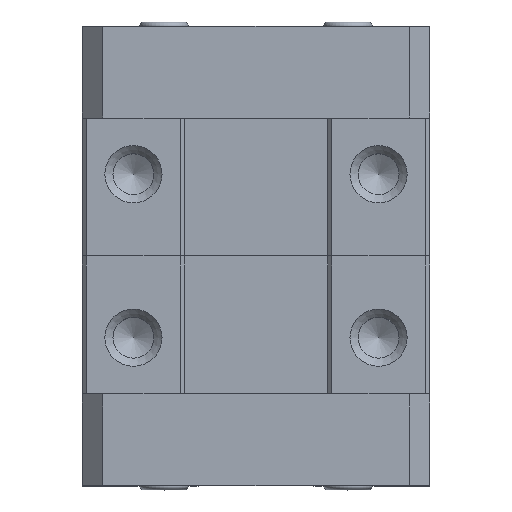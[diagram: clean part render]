
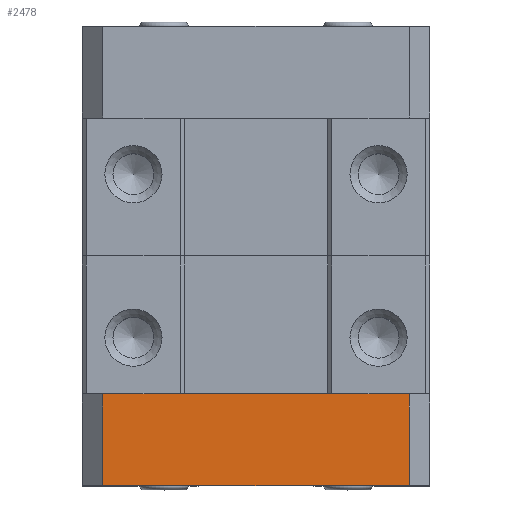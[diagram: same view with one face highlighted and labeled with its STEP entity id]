
A CAD part, top view. The second image highlights one B-rep face of the part: STEP entity #2478.
In plain terms, the highlighted planar face has unit normal (0, 0, 1).
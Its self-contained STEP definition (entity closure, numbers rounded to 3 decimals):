
#325 = PLANE('',#326);
#326 = AXIS2_PLACEMENT_3D('',#327,#328,#329);
#327 = CARTESIAN_POINT('',(-8.5,0.,5.3));
#328 = DIRECTION('',(-0.707,0.,0.707));
#329 = DIRECTION('',(0.707,0.,0.707));
#353 = PLANE('',#354);
#354 = AXIS2_PLACEMENT_3D('',#355,#356,#357);
#355 = CARTESIAN_POINT('',(0.,-11.25,3.308));
#356 = DIRECTION('',(0.,1.,0.));
#357 = DIRECTION('',(0.,0.,1.));
#434 = PLANE('',#435);
#435 = AXIS2_PLACEMENT_3D('',#436,#437,#438);
#436 = CARTESIAN_POINT('',(0.,-6.75,3.469));
#437 = DIRECTION('',(0.,1.,0.));
#438 = DIRECTION('',(0.,0.,1.));
#860 = VERTEX_POINT('',#861);
#861 = CARTESIAN_POINT('',(-7.5,-11.25,6.3));
#882 = EDGE_CURVE('',#860,#883,#885,.T.);
#883 = VERTEX_POINT('',#884);
#884 = CARTESIAN_POINT('',(7.5,-11.25,6.3));
#885 = SURFACE_CURVE('',#886,(#890,#897),.PCURVE_S1.);
#886 = LINE('',#887,#888);
#887 = CARTESIAN_POINT('',(-7.5,-11.25,6.3));
#888 = VECTOR('',#889,1.);
#889 = DIRECTION('',(1.,0.,0.));
#890 = PCURVE('',#353,#891);
#891 = DEFINITIONAL_REPRESENTATION('',(#892),#896);
#892 = LINE('',#893,#894);
#893 = CARTESIAN_POINT('',(2.992,-7.5));
#894 = VECTOR('',#895,1.);
#895 = DIRECTION('',(0.,1.));
#896 = ( GEOMETRIC_REPRESENTATION_CONTEXT(2) 
PARAMETRIC_REPRESENTATION_CONTEXT() REPRESENTATION_CONTEXT('2D SPACE',''
  ) );
#897 = PCURVE('',#898,#903);
#898 = PLANE('',#899);
#899 = AXIS2_PLACEMENT_3D('',#900,#901,#902);
#900 = CARTESIAN_POINT('',(-7.5,0.,6.3));
#901 = DIRECTION('',(0.,0.,1.));
#902 = DIRECTION('',(1.,0.,0.));
#903 = DEFINITIONAL_REPRESENTATION('',(#904),#908);
#904 = LINE('',#905,#906);
#905 = CARTESIAN_POINT('',(0.,-11.25));
#906 = VECTOR('',#907,1.);
#907 = DIRECTION('',(1.,0.));
#908 = ( GEOMETRIC_REPRESENTATION_CONTEXT(2) 
PARAMETRIC_REPRESENTATION_CONTEXT() REPRESENTATION_CONTEXT('2D SPACE',''
  ) );
#926 = PLANE('',#927);
#927 = AXIS2_PLACEMENT_3D('',#928,#929,#930);
#928 = CARTESIAN_POINT('',(7.5,0.,6.3));
#929 = DIRECTION('',(0.707,0.,0.707));
#930 = DIRECTION('',(0.707,0.,-0.707));
#1359 = VERTEX_POINT('',#1360);
#1360 = CARTESIAN_POINT('',(-7.5,-6.75,6.3));
#1383 = EDGE_CURVE('',#1359,#860,#1384,.T.);
#1384 = SURFACE_CURVE('',#1385,(#1389,#1396),.PCURVE_S1.);
#1385 = LINE('',#1386,#1387);
#1386 = CARTESIAN_POINT('',(-7.5,0.,6.3));
#1387 = VECTOR('',#1388,1.);
#1388 = DIRECTION('',(0.,-1.,0.));
#1389 = PCURVE('',#325,#1390);
#1390 = DEFINITIONAL_REPRESENTATION('',(#1391),#1395);
#1391 = LINE('',#1392,#1393);
#1392 = CARTESIAN_POINT('',(1.414,0.));
#1393 = VECTOR('',#1394,1.);
#1394 = DIRECTION('',(0.,-1.));
#1395 = ( GEOMETRIC_REPRESENTATION_CONTEXT(2) 
PARAMETRIC_REPRESENTATION_CONTEXT() REPRESENTATION_CONTEXT('2D SPACE',''
  ) );
#1396 = PCURVE('',#898,#1397);
#1397 = DEFINITIONAL_REPRESENTATION('',(#1398),#1402);
#1398 = LINE('',#1399,#1400);
#1399 = CARTESIAN_POINT('',(0.,0.));
#1400 = VECTOR('',#1401,1.);
#1401 = DIRECTION('',(0.,-1.));
#1402 = ( GEOMETRIC_REPRESENTATION_CONTEXT(2) 
PARAMETRIC_REPRESENTATION_CONTEXT() REPRESENTATION_CONTEXT('2D SPACE',''
  ) );
#1510 = VERTEX_POINT('',#1511);
#1511 = CARTESIAN_POINT('',(-3.5,-6.75,6.3));
#1537 = EDGE_CURVE('',#1510,#1359,#1538,.T.);
#1538 = SURFACE_CURVE('',#1539,(#1543,#1550),.PCURVE_S1.);
#1539 = LINE('',#1540,#1541);
#1540 = CARTESIAN_POINT('',(-3.75,-6.75,6.3));
#1541 = VECTOR('',#1542,1.);
#1542 = DIRECTION('',(-1.,-0.,-0.));
#1543 = PCURVE('',#434,#1544);
#1544 = DEFINITIONAL_REPRESENTATION('',(#1545),#1549);
#1545 = LINE('',#1546,#1547);
#1546 = CARTESIAN_POINT('',(2.831,-3.75));
#1547 = VECTOR('',#1548,1.);
#1548 = DIRECTION('',(0.,-1.));
#1549 = ( GEOMETRIC_REPRESENTATION_CONTEXT(2) 
PARAMETRIC_REPRESENTATION_CONTEXT() REPRESENTATION_CONTEXT('2D SPACE',''
  ) );
#1550 = PCURVE('',#898,#1551);
#1551 = DEFINITIONAL_REPRESENTATION('',(#1552),#1556);
#1552 = LINE('',#1553,#1554);
#1553 = CARTESIAN_POINT('',(3.75,-6.75));
#1554 = VECTOR('',#1555,1.);
#1555 = DIRECTION('',(-1.,0.));
#1556 = ( GEOMETRIC_REPRESENTATION_CONTEXT(2) 
PARAMETRIC_REPRESENTATION_CONTEXT() REPRESENTATION_CONTEXT('2D SPACE',''
  ) );
#2478 = ADVANCED_FACE('',(#2479),#898,.T.);
#2479 = FACE_BOUND('',#2480,.T.);
#2480 = EDGE_LOOP('',(#2481,#2482,#2483,#2484,#2507,#2535));
#2481 = ORIENTED_EDGE('',*,*,#1537,.T.);
#2482 = ORIENTED_EDGE('',*,*,#1383,.T.);
#2483 = ORIENTED_EDGE('',*,*,#882,.T.);
#2484 = ORIENTED_EDGE('',*,*,#2485,.F.);
#2485 = EDGE_CURVE('',#2486,#883,#2488,.T.);
#2486 = VERTEX_POINT('',#2487);
#2487 = CARTESIAN_POINT('',(7.5,-6.75,6.3));
#2488 = SURFACE_CURVE('',#2489,(#2493,#2500),.PCURVE_S1.);
#2489 = LINE('',#2490,#2491);
#2490 = CARTESIAN_POINT('',(7.5,0.,6.3));
#2491 = VECTOR('',#2492,1.);
#2492 = DIRECTION('',(0.,-1.,0.));
#2493 = PCURVE('',#898,#2494);
#2494 = DEFINITIONAL_REPRESENTATION('',(#2495),#2499);
#2495 = LINE('',#2496,#2497);
#2496 = CARTESIAN_POINT('',(15.,0.));
#2497 = VECTOR('',#2498,1.);
#2498 = DIRECTION('',(0.,-1.));
#2499 = ( GEOMETRIC_REPRESENTATION_CONTEXT(2) 
PARAMETRIC_REPRESENTATION_CONTEXT() REPRESENTATION_CONTEXT('2D SPACE',''
  ) );
#2500 = PCURVE('',#926,#2501);
#2501 = DEFINITIONAL_REPRESENTATION('',(#2502),#2506);
#2502 = LINE('',#2503,#2504);
#2503 = CARTESIAN_POINT('',(0.,0.));
#2504 = VECTOR('',#2505,1.);
#2505 = DIRECTION('',(0.,-1.));
#2506 = ( GEOMETRIC_REPRESENTATION_CONTEXT(2) 
PARAMETRIC_REPRESENTATION_CONTEXT() REPRESENTATION_CONTEXT('2D SPACE',''
  ) );
#2507 = ORIENTED_EDGE('',*,*,#2508,.T.);
#2508 = EDGE_CURVE('',#2486,#2509,#2511,.T.);
#2509 = VERTEX_POINT('',#2510);
#2510 = CARTESIAN_POINT('',(3.5,-6.75,6.3));
#2511 = SURFACE_CURVE('',#2512,(#2516,#2523),.PCURVE_S1.);
#2512 = LINE('',#2513,#2514);
#2513 = CARTESIAN_POINT('',(-3.75,-6.75,6.3));
#2514 = VECTOR('',#2515,1.);
#2515 = DIRECTION('',(-1.,-0.,-0.));
#2516 = PCURVE('',#898,#2517);
#2517 = DEFINITIONAL_REPRESENTATION('',(#2518),#2522);
#2518 = LINE('',#2519,#2520);
#2519 = CARTESIAN_POINT('',(3.75,-6.75));
#2520 = VECTOR('',#2521,1.);
#2521 = DIRECTION('',(-1.,0.));
#2522 = ( GEOMETRIC_REPRESENTATION_CONTEXT(2) 
PARAMETRIC_REPRESENTATION_CONTEXT() REPRESENTATION_CONTEXT('2D SPACE',''
  ) );
#2523 = PCURVE('',#2524,#2529);
#2524 = PLANE('',#2525);
#2525 = AXIS2_PLACEMENT_3D('',#2526,#2527,#2528);
#2526 = CARTESIAN_POINT('',(0.,-6.75,3.469));
#2527 = DIRECTION('',(0.,1.,0.));
#2528 = DIRECTION('',(0.,0.,1.));
#2529 = DEFINITIONAL_REPRESENTATION('',(#2530),#2534);
#2530 = LINE('',#2531,#2532);
#2531 = CARTESIAN_POINT('',(2.831,-3.75));
#2532 = VECTOR('',#2533,1.);
#2533 = DIRECTION('',(0.,-1.));
#2534 = ( GEOMETRIC_REPRESENTATION_CONTEXT(2) 
PARAMETRIC_REPRESENTATION_CONTEXT() REPRESENTATION_CONTEXT('2D SPACE',''
  ) );
#2535 = ORIENTED_EDGE('',*,*,#2536,.F.);
#2536 = EDGE_CURVE('',#1510,#2509,#2537,.T.);
#2537 = SURFACE_CURVE('',#2538,(#2542,#2549),.PCURVE_S1.);
#2538 = LINE('',#2539,#2540);
#2539 = CARTESIAN_POINT('',(-3.5,-6.75,6.3));
#2540 = VECTOR('',#2541,1.);
#2541 = DIRECTION('',(1.,0.,0.));
#2542 = PCURVE('',#898,#2543);
#2543 = DEFINITIONAL_REPRESENTATION('',(#2544),#2548);
#2544 = LINE('',#2545,#2546);
#2545 = CARTESIAN_POINT('',(4.,-6.75));
#2546 = VECTOR('',#2547,1.);
#2547 = DIRECTION('',(1.,0.));
#2548 = ( GEOMETRIC_REPRESENTATION_CONTEXT(2) 
PARAMETRIC_REPRESENTATION_CONTEXT() REPRESENTATION_CONTEXT('2D SPACE',''
  ) );
#2549 = PCURVE('',#2550,#2555);
#2550 = PLANE('',#2551);
#2551 = AXIS2_PLACEMENT_3D('',#2552,#2553,#2554);
#2552 = CARTESIAN_POINT('',(-3.5,0.,6.3));
#2553 = DIRECTION('',(0.,0.,1.));
#2554 = DIRECTION('',(1.,0.,0.));
#2555 = DEFINITIONAL_REPRESENTATION('',(#2556),#2560);
#2556 = LINE('',#2557,#2558);
#2557 = CARTESIAN_POINT('',(-0.,-6.75));
#2558 = VECTOR('',#2559,1.);
#2559 = DIRECTION('',(1.,0.));
#2560 = ( GEOMETRIC_REPRESENTATION_CONTEXT(2) 
PARAMETRIC_REPRESENTATION_CONTEXT() REPRESENTATION_CONTEXT('2D SPACE',''
  ) );
